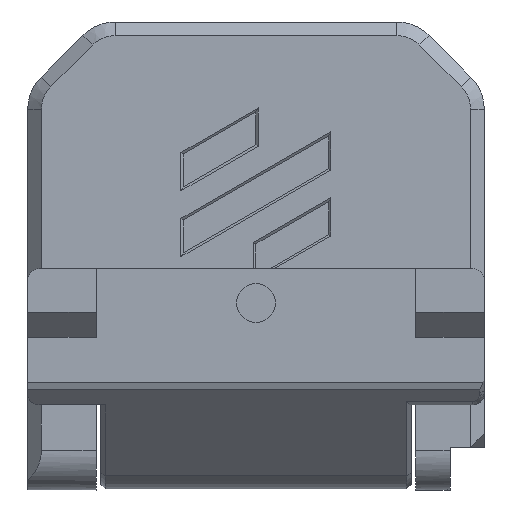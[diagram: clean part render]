
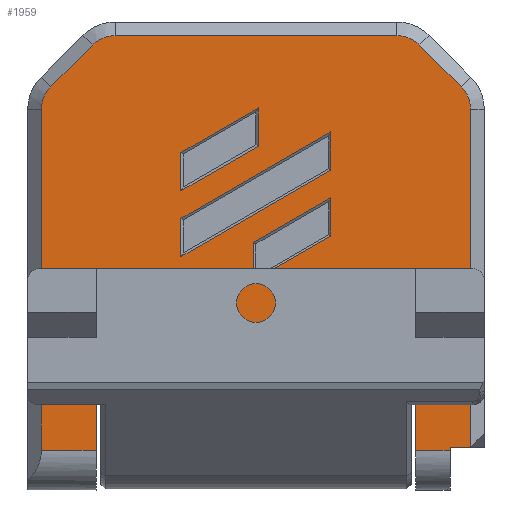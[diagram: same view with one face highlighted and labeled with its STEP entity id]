
A CAD part, left-side view. The second image highlights one B-rep face of the part: STEP entity #1959.
In plain terms, the highlighted face is planar.
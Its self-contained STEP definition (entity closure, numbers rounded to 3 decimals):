
#45=FACE_BOUND('',#267,.T.);
#46=FACE_BOUND('',#268,.T.);
#47=FACE_BOUND('',#269,.T.);
#66=PLANE('',#2099);
#152=FACE_OUTER_BOUND('',#266,.T.);
#266=EDGE_LOOP('',(#1427,#1428,#1429,#1430,#1431,#1432,#1433,#1434,#1435,
#1436,#1437,#1438,#1439,#1440,#1441,#1442));
#267=EDGE_LOOP('',(#1443,#1444,#1445,#1446));
#268=EDGE_LOOP('',(#1447,#1448,#1449,#1450));
#269=EDGE_LOOP('',(#1451,#1452,#1453,#1454));
#402=LINE('',#2888,#633);
#406=LINE('',#2896,#637);
#410=LINE('',#2904,#641);
#412=LINE('',#2907,#643);
#419=LINE('',#2922,#650);
#420=LINE('',#2924,#651);
#421=LINE('',#2926,#652);
#422=LINE('',#2928,#653);
#423=LINE('',#2930,#654);
#424=LINE('',#2932,#655);
#425=LINE('',#2934,#656);
#426=LINE('',#2936,#657);
#427=LINE('',#2940,#658);
#428=LINE('',#2944,#659);
#429=LINE('',#2948,#660);
#430=LINE('',#2951,#661);
#431=LINE('',#2954,#662);
#432=LINE('',#2956,#663);
#433=LINE('',#2958,#664);
#434=LINE('',#2959,#665);
#435=LINE('',#2962,#666);
#436=LINE('',#2964,#667);
#437=LINE('',#2966,#668);
#438=LINE('',#2967,#669);
#633=VECTOR('',#2309,10.);
#637=VECTOR('',#2315,10.);
#641=VECTOR('',#2321,10.);
#643=VECTOR('',#2325,10.);
#650=VECTOR('',#2338,10.);
#651=VECTOR('',#2339,10.);
#652=VECTOR('',#2340,10.);
#653=VECTOR('',#2341,10.);
#654=VECTOR('',#2342,10.);
#655=VECTOR('',#2343,10.);
#656=VECTOR('',#2344,10.);
#657=VECTOR('',#2345,10.);
#658=VECTOR('',#2348,10.);
#659=VECTOR('',#2351,10.);
#660=VECTOR('',#2354,10.);
#661=VECTOR('',#2357,10.);
#662=VECTOR('',#2358,10.);
#663=VECTOR('',#2359,10.);
#664=VECTOR('',#2360,10.);
#665=VECTOR('',#2361,10.);
#666=VECTOR('',#2362,10.);
#667=VECTOR('',#2363,10.);
#668=VECTOR('',#2364,10.);
#669=VECTOR('',#2365,10.);
#849=CIRCLE('',#2100,2.8);
#850=CIRCLE('',#2101,2.8);
#851=CIRCLE('',#2102,2.8);
#852=CIRCLE('',#2103,2.8);
#917=VERTEX_POINT('',#2886);
#918=VERTEX_POINT('',#2887);
#921=VERTEX_POINT('',#2895);
#924=VERTEX_POINT('',#2903);
#928=VERTEX_POINT('',#2920);
#929=VERTEX_POINT('',#2921);
#930=VERTEX_POINT('',#2923);
#931=VERTEX_POINT('',#2925);
#932=VERTEX_POINT('',#2927);
#933=VERTEX_POINT('',#2929);
#934=VERTEX_POINT('',#2931);
#935=VERTEX_POINT('',#2933);
#936=VERTEX_POINT('',#2935);
#937=VERTEX_POINT('',#2937);
#938=VERTEX_POINT('',#2939);
#939=VERTEX_POINT('',#2941);
#940=VERTEX_POINT('',#2943);
#941=VERTEX_POINT('',#2945);
#942=VERTEX_POINT('',#2947);
#943=VERTEX_POINT('',#2949);
#944=VERTEX_POINT('',#2952);
#945=VERTEX_POINT('',#2953);
#946=VERTEX_POINT('',#2955);
#947=VERTEX_POINT('',#2957);
#948=VERTEX_POINT('',#2960);
#949=VERTEX_POINT('',#2961);
#950=VERTEX_POINT('',#2963);
#951=VERTEX_POINT('',#2965);
#1102=EDGE_CURVE('',#917,#918,#402,.T.);
#1106=EDGE_CURVE('',#918,#921,#406,.T.);
#1110=EDGE_CURVE('',#921,#924,#410,.T.);
#1112=EDGE_CURVE('',#924,#917,#412,.T.);
#1119=EDGE_CURVE('',#928,#929,#419,.T.);
#1120=EDGE_CURVE('',#930,#929,#420,.T.);
#1121=EDGE_CURVE('',#931,#930,#421,.T.);
#1122=EDGE_CURVE('',#931,#932,#422,.T.);
#1123=EDGE_CURVE('',#932,#933,#423,.T.);
#1124=EDGE_CURVE('',#933,#934,#424,.T.);
#1125=EDGE_CURVE('',#934,#935,#425,.T.);
#1126=EDGE_CURVE('',#936,#935,#426,.T.);
#1127=EDGE_CURVE('',#937,#936,#849,.T.);
#1128=EDGE_CURVE('',#938,#937,#427,.T.);
#1129=EDGE_CURVE('',#939,#938,#850,.T.);
#1130=EDGE_CURVE('',#940,#939,#428,.T.);
#1131=EDGE_CURVE('',#941,#940,#851,.T.);
#1132=EDGE_CURVE('',#942,#941,#429,.T.);
#1133=EDGE_CURVE('',#943,#942,#852,.T.);
#1134=EDGE_CURVE('',#928,#943,#430,.T.);
#1135=EDGE_CURVE('',#944,#945,#431,.T.);
#1136=EDGE_CURVE('',#946,#944,#432,.T.);
#1137=EDGE_CURVE('',#947,#946,#433,.T.);
#1138=EDGE_CURVE('',#945,#947,#434,.T.);
#1139=EDGE_CURVE('',#948,#949,#435,.T.);
#1140=EDGE_CURVE('',#950,#948,#436,.T.);
#1141=EDGE_CURVE('',#951,#950,#437,.T.);
#1142=EDGE_CURVE('',#949,#951,#438,.T.);
#1427=ORIENTED_EDGE('',*,*,#1119,.T.);
#1428=ORIENTED_EDGE('',*,*,#1120,.F.);
#1429=ORIENTED_EDGE('',*,*,#1121,.F.);
#1430=ORIENTED_EDGE('',*,*,#1122,.T.);
#1431=ORIENTED_EDGE('',*,*,#1123,.T.);
#1432=ORIENTED_EDGE('',*,*,#1124,.T.);
#1433=ORIENTED_EDGE('',*,*,#1125,.T.);
#1434=ORIENTED_EDGE('',*,*,#1126,.F.);
#1435=ORIENTED_EDGE('',*,*,#1127,.F.);
#1436=ORIENTED_EDGE('',*,*,#1128,.F.);
#1437=ORIENTED_EDGE('',*,*,#1129,.F.);
#1438=ORIENTED_EDGE('',*,*,#1130,.F.);
#1439=ORIENTED_EDGE('',*,*,#1131,.F.);
#1440=ORIENTED_EDGE('',*,*,#1132,.F.);
#1441=ORIENTED_EDGE('',*,*,#1133,.F.);
#1442=ORIENTED_EDGE('',*,*,#1134,.F.);
#1443=ORIENTED_EDGE('',*,*,#1135,.F.);
#1444=ORIENTED_EDGE('',*,*,#1136,.F.);
#1445=ORIENTED_EDGE('',*,*,#1137,.F.);
#1446=ORIENTED_EDGE('',*,*,#1138,.F.);
#1447=ORIENTED_EDGE('',*,*,#1139,.F.);
#1448=ORIENTED_EDGE('',*,*,#1140,.F.);
#1449=ORIENTED_EDGE('',*,*,#1141,.F.);
#1450=ORIENTED_EDGE('',*,*,#1142,.F.);
#1451=ORIENTED_EDGE('',*,*,#1102,.F.);
#1452=ORIENTED_EDGE('',*,*,#1112,.F.);
#1453=ORIENTED_EDGE('',*,*,#1110,.F.);
#1454=ORIENTED_EDGE('',*,*,#1106,.F.);
#1959=ADVANCED_FACE('',(#152,#45,#46,#47),#66,.F.);
#2099=AXIS2_PLACEMENT_3D('',#2919,#2336,#2337);
#2100=AXIS2_PLACEMENT_3D('',#2938,#2346,#2347);
#2101=AXIS2_PLACEMENT_3D('',#2942,#2349,#2350);
#2102=AXIS2_PLACEMENT_3D('',#2946,#2352,#2353);
#2103=AXIS2_PLACEMENT_3D('',#2950,#2355,#2356);
#2309=DIRECTION('',(-1.,0.,0.));
#2315=DIRECTION('',(0.5,0.866,0.));
#2321=DIRECTION('',(1.,0.,0.));
#2325=DIRECTION('',(-0.5,-0.866,0.));
#2336=DIRECTION('center_axis',(0.,0.,1.));
#2337=DIRECTION('ref_axis',(1.,0.,0.));
#2338=DIRECTION('',(0.,-1.,0.));
#2339=DIRECTION('',(1.,0.,0.));
#2340=DIRECTION('',(0.,1.,0.));
#2341=DIRECTION('',(1.,0.,0.));
#2342=DIRECTION('',(0.,-1.,0.));
#2343=DIRECTION('',(-1.,0.,0.));
#2344=DIRECTION('',(0.,-1.,0.));
#2345=DIRECTION('',(1.,0.,0.));
#2346=DIRECTION('center_axis',(0.,0.,1.));
#2347=DIRECTION('ref_axis',(-0.383,-0.924,0.));
#2348=DIRECTION('',(0.707,-0.707,0.));
#2349=DIRECTION('center_axis',(0.,0.,1.));
#2350=DIRECTION('ref_axis',(-0.924,-0.383,0.));
#2351=DIRECTION('',(0.,-1.,0.));
#2352=DIRECTION('center_axis',(0.,0.,1.));
#2353=DIRECTION('ref_axis',(-0.924,0.383,0.));
#2354=DIRECTION('',(-0.707,-0.707,0.));
#2355=DIRECTION('center_axis',(0.,0.,1.));
#2356=DIRECTION('ref_axis',(-0.383,0.924,0.));
#2357=DIRECTION('',(-1.,0.,0.));
#2358=DIRECTION('',(1.,0.,0.));
#2359=DIRECTION('',(0.5,0.866,0.));
#2360=DIRECTION('',(-1.,0.,0.));
#2361=DIRECTION('',(-0.5,-0.866,0.));
#2362=DIRECTION('',(-0.5,-0.866,0.));
#2363=DIRECTION('',(1.,0.,0.));
#2364=DIRECTION('',(0.5,0.866,0.));
#2365=DIRECTION('',(-1.,0.,0.));
#2886=CARTESIAN_POINT('',(18.75,-26.566,0.));
#2887=CARTESIAN_POINT('',(15.401,-26.566,0.));
#2888=CARTESIAN_POINT('',(18.124,-26.566,0.));
#2895=CARTESIAN_POINT('',(19.31,-19.796,0.));
#2896=CARTESIAN_POINT('',(19.386,-19.665,0.));
#2903=CARTESIAN_POINT('',(22.658,-19.796,0.));
#2904=CARTESIAN_POINT('',(21.406,-19.796,0.));
#2907=CARTESIAN_POINT('',(20.419,-23.675,0.));
#2919=CARTESIAN_POINT('Origin',(20.5,-20.,0.));
#2920=CARTESIAN_POINT('',(37.5,-1.2,0.));
#2921=CARTESIAN_POINT('',(37.5,-6.,0.));
#2922=CARTESIAN_POINT('',(37.5,-40.,0.));
#2923=CARTESIAN_POINT('',(29.1,-6.,0.));
#2924=CARTESIAN_POINT('',(34.6,-6.,0.));
#2925=CARTESIAN_POINT('',(29.1,-34.,0.));
#2926=CARTESIAN_POINT('',(29.1,-27.,0.));
#2927=CARTESIAN_POINT('',(37.5,-34.,0.));
#2928=CARTESIAN_POINT('',(34.6,-34.,0.));
#2929=CARTESIAN_POINT('',(37.5,-37.,0.));
#2930=CARTESIAN_POINT('',(37.5,-40.,0.));
#2931=CARTESIAN_POINT('',(37.257,-37.,0.));
#2932=CARTESIAN_POINT('',(29.25,-37.,0.));
#2933=CARTESIAN_POINT('',(37.257,-38.8,0.));
#2934=CARTESIAN_POINT('',(37.257,-30.,0.));
#2935=CARTESIAN_POINT('',(7.657,-38.8,0.));
#2936=CARTESIAN_POINT('',(10.25,-38.8,0.));
#2937=CARTESIAN_POINT('',(5.677,-37.98,0.));
#2938=CARTESIAN_POINT('Origin',(7.657,-36.,0.));
#2939=CARTESIAN_POINT('',(2.02,-34.323,0.));
#2940=CARTESIAN_POINT('',(3.974,-36.276,0.));
#2941=CARTESIAN_POINT('',(1.2,-32.343,0.));
#2942=CARTESIAN_POINT('Origin',(4.,-32.343,0.));
#2943=CARTESIAN_POINT('',(1.2,-7.657,0.));
#2944=CARTESIAN_POINT('',(1.2,-10.,0.));
#2945=CARTESIAN_POINT('',(2.02,-5.677,0.));
#2946=CARTESIAN_POINT('Origin',(4.,-7.657,0.));
#2947=CARTESIAN_POINT('',(5.677,-2.02,0.));
#2948=CARTESIAN_POINT('',(3.974,-3.724,0.));
#2949=CARTESIAN_POINT('',(7.657,-1.2,0.));
#2950=CARTESIAN_POINT('Origin',(7.657,-4.,0.));
#2951=CARTESIAN_POINT('',(30.75,-1.2,0.));
#2952=CARTESIAN_POINT('',(11.44,-13.426,0.));
#2953=CARTESIAN_POINT('',(14.789,-13.426,0.));
#2954=CARTESIAN_POINT('',(17.471,-13.426,0.));
#2955=CARTESIAN_POINT('',(7.532,-20.196,0.));
#2956=CARTESIAN_POINT('',(11.121,-13.98,0.));
#2957=CARTESIAN_POINT('',(10.881,-20.196,0.));
#2958=CARTESIAN_POINT('',(14.189,-20.196,0.));
#2959=CARTESIAN_POINT('',(12.154,-17.99,0.));
#2960=CARTESIAN_POINT('',(20.563,-13.426,0.));
#2961=CARTESIAN_POINT('',(12.976,-26.566,0.));
#2962=CARTESIAN_POINT('',(15.367,-22.425,0.));
#2963=CARTESIAN_POINT('',(17.214,-13.426,0.));
#2964=CARTESIAN_POINT('',(20.358,-13.426,0.));
#2965=CARTESIAN_POINT('',(9.628,-26.566,0.));
#2966=CARTESIAN_POINT('',(16.173,-15.23,0.));
#2967=CARTESIAN_POINT('',(15.237,-26.566,0.));
